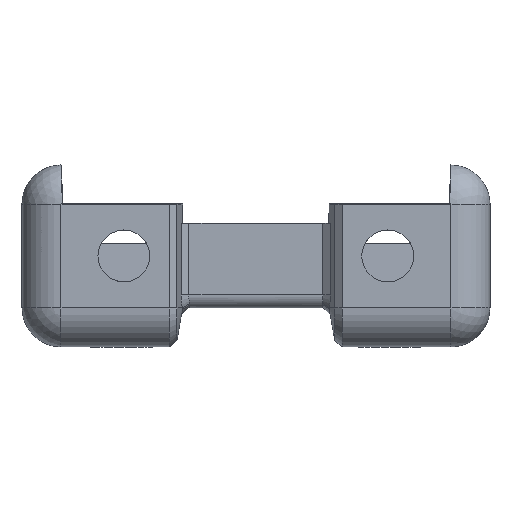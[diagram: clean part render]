
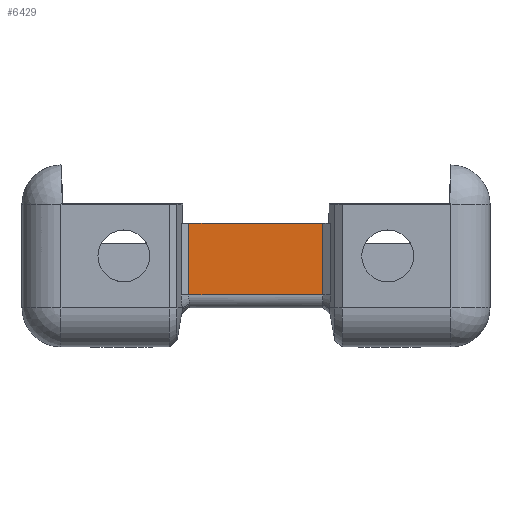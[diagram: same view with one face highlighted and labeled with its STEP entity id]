
A CAD part, front view. The second image highlights one B-rep face of the part: STEP entity #6429.
In plain terms, the highlighted planar face has unit normal (0, -1, 0).
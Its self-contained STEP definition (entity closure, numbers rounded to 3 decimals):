
#367=PLANE('',#6911);
#625=FACE_OUTER_BOUND('',#1016,.T.);
#1016=EDGE_LOOP('',(#5016,#5017,#5018,#5019));
#1592=LINE('',#9820,#2245);
#1641=LINE('',#10056,#2294);
#1642=LINE('',#10058,#2295);
#1643=LINE('',#10059,#2296);
#2245=VECTOR('',#7780,10.);
#2294=VECTOR('',#7899,10.);
#2295=VECTOR('',#7900,10.);
#2296=VECTOR('',#7901,10.);
#3052=VERTEX_POINT('',#9817);
#3053=VERTEX_POINT('',#9819);
#3106=VERTEX_POINT('',#10055);
#3107=VERTEX_POINT('',#10057);
#3741=EDGE_CURVE('',#3052,#3053,#1592,.T.);
#3818=EDGE_CURVE('',#3106,#3052,#1641,.T.);
#3819=EDGE_CURVE('',#3107,#3106,#1642,.T.);
#3820=EDGE_CURVE('',#3053,#3107,#1643,.T.);
#5016=ORIENTED_EDGE('',*,*,#3741,.F.);
#5017=ORIENTED_EDGE('',*,*,#3818,.F.);
#5018=ORIENTED_EDGE('',*,*,#3819,.F.);
#5019=ORIENTED_EDGE('',*,*,#3820,.F.);
#6429=ADVANCED_FACE('',(#625),#367,.T.);
#6911=AXIS2_PLACEMENT_3D('',#10054,#7897,#7898);
#7780=DIRECTION('',(1.,0.,0.));
#7897=DIRECTION('center_axis',(0.,-1.,0.));
#7898=DIRECTION('ref_axis',(0.,0.,-1.));
#7899=DIRECTION('',(0.,0.,1.));
#7900=DIRECTION('',(-1.,0.,0.));
#7901=DIRECTION('',(0.,0.,-1.));
#9817=CARTESIAN_POINT('',(3.73,-14.98,3.495));
#9819=CARTESIAN_POINT('',(14.027,-14.98,3.495));
#9820=CARTESIAN_POINT('',(-0.11,-14.98,3.495));
#10054=CARTESIAN_POINT('Origin',(8.89,-14.98,0.995));
#10055=CARTESIAN_POINT('',(3.73,-14.98,-2.005));
#10056=CARTESIAN_POINT('',(3.73,-14.98,-1.005));
#10057=CARTESIAN_POINT('',(14.027,-14.98,-2.005));
#10058=CARTESIAN_POINT('',(1.39,-14.98,-2.005));
#10059=CARTESIAN_POINT('',(14.027,-14.98,-1.005));
